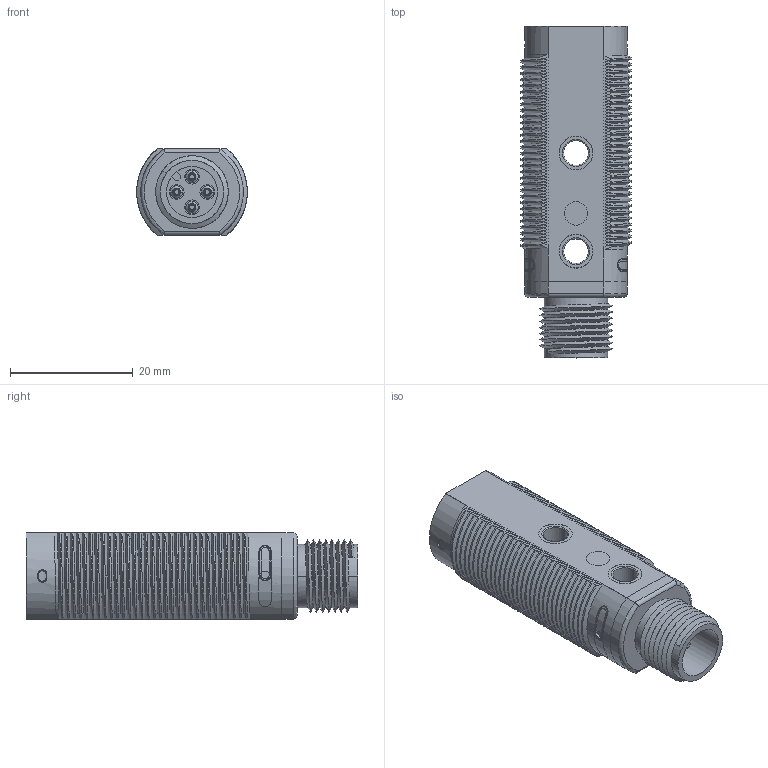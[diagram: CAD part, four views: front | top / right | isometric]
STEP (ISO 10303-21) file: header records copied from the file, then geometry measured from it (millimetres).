
FILE_DESCRIPTION((''),'2;1');
FILE_NAME('DISORIC_ASM','2013-11-04T',('DESSEN.CHEN'),(''),'PRO/ENGINEER BY PARAMETRIC TECHNOLOGY CORPORATION, 2010280','PRO/ENGINEER BY PARAMETRIC TECHNOLOGY CORPORATION, 2010280','');
FILE_SCHEMA(('CONFIG_CONTROL_DESIGN'));
Products named in the file (6): BODY; PCB; TUBE; SCREW; SHELL; DISORIC_ASM
Assembly tree (6 placements, depth 2):
  DISORIC_ASM
    BODY
    PCB
    TUBE  x2
    SCREW
    SHELL
Bounding box: 18 x 54 x 14 mm (x, y, z)
Volume: 3441.5 mm3; surface area: 16698.9 mm2
Topology: 13 solids, 21 shells, 789 faces, 2550 edges, 1823 vertices
Faces by surface type: plane 315, cylinder 245, bspline 156, torus 32, cone 23, sphere 12, extrusion 6
Entity records: 70929 total; most frequent: CARTESIAN_POINT 50387, ORIENTED_EDGE 4580, DIRECTION 3359, EDGE_CURVE 2526, VERTEX_POINT 1811, VECTOR 1129, LINE 1123, AXIS2_PLACEMENT_3D 1115
